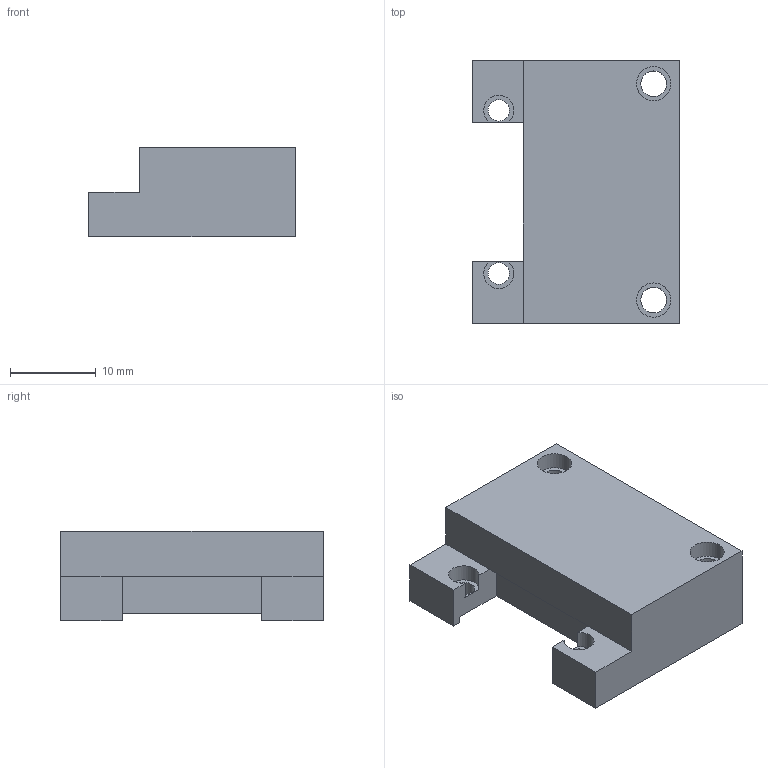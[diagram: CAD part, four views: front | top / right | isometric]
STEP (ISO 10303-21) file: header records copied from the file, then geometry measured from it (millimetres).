
FILE_DESCRIPTION(/* description */ (''),/* implementation_level */ '2;1');
FILE_NAME(/* name */ 'Top Servo Adapter Case.step',/* time_stamp */ '2025-05-14T12:01:47-06:00',/* author */ (''),/* organization */ (''),/* preprocessor_version */ 'ST-DEVELOPER v20.1',/* originating_system */ 'Autodesk Translation Framework v14.4.0.0',/* authorisation */ '');
FILE_SCHEMA (('AUTOMOTIVE_DESIGN { 1 0 10303 214 3 1 1 }'));
Length unit declared in the file: millimetre
Products named in the file (1): Servo Adapter Case Mk II
Bounding box: 24.1 x 30.6 x 10.4 mm (x, y, z)
Volume: 2671.6 mm3; surface area: 2982.3 mm2
Topology: 1 solids, 1 shells, 70 faces, 196 edges, 130 vertices
Faces by surface type: plane 62, cylinder 8
Full cylindrical faces by diameter (mm): 2.5 x2, 3 x2, 4 x2
Entity records: 2258 total; most frequent: CARTESIAN_POINT 397, ORIENTED_EDGE 392, DIRECTION 354, EDGE_CURVE 196, LINE 180, VECTOR 180, VERTEX_POINT 130, AXIS2_PLACEMENT_3D 87
